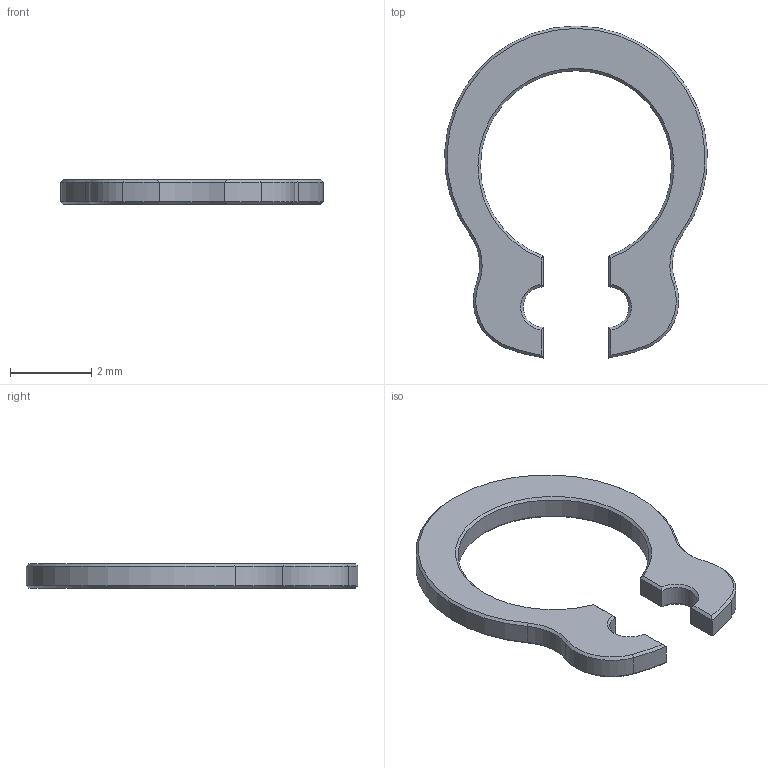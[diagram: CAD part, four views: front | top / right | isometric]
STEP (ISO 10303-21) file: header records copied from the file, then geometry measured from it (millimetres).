
FILE_DESCRIPTION(('FreeCAD Model'),'2;1');
FILE_NAME('DIN471_Form-A__5x0.6.step','2020-09-21T17:38:09',( 'Author'),(''),'Open CASCADE STEP processor 7.3','FreeCAD','Unknown' );
FILE_SCHEMA(('AUTOMOTIVE_DESIGN { 1 0 10303 214 1 1 1 1 }'));
Length unit declared in the file: millimetre
Products named in the file (1): DIN471_Form-A__5x0.6_001
Bounding box: 6.45 x 8.16 x 0.6 mm (x, y, z)
Volume: 11.8 mm3; surface area: 61.9 mm2
Topology: 1 solids, 1 shells, 44 faces, 98 edges, 56 vertices
Faces by surface type: cone 20, plane 14, cylinder 10
Entity records: 1235 total; most frequent: DIRECTION 244, CARTESIAN_POINT 199, ORIENTED_EDGE 196, AXIS2_PLACEMENT_3D 101, EDGE_CURVE 98, VERTEX_POINT 56, ADVANCED_FACE 44, FACE_BOUND 44
